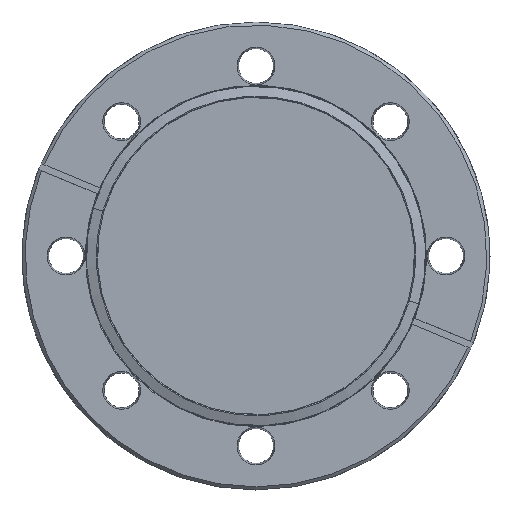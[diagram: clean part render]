
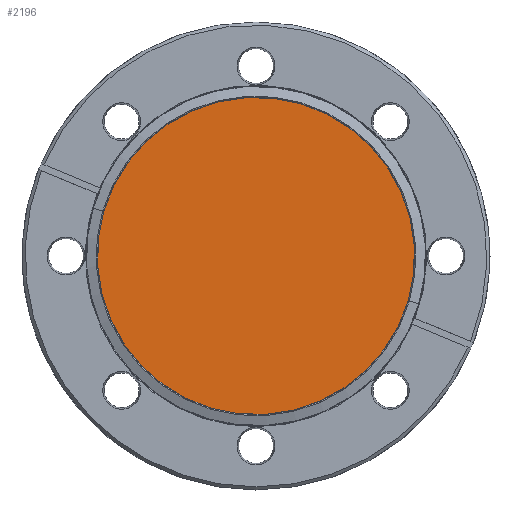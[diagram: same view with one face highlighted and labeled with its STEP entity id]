
A CAD part, left-side view. The second image highlights one B-rep face of the part: STEP entity #2196.
In plain terms, the highlighted planar face has unit normal (-1, 0, 0).
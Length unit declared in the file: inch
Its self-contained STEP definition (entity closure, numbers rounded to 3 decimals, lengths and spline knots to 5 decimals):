
#22 = VERTEX_POINT ( 'NONE', #395 ) ;
#141 = CIRCLE ( 'NONE', #729, 1.515 ) ;
#198 = DIRECTION ( 'NONE',  ( 0., -1., 0. ) ) ;
#209 = PLANE ( 'NONE',  #2398 ) ;
#224 = DIRECTION ( 'NONE',  ( -1., 0., 0. ) ) ;
#266 = CIRCLE ( 'NONE', #647, 1.515 ) ;
#395 = CARTESIAN_POINT ( 'NONE',  ( 0.024, -1.515, 0. ) ) ;
#610 = DIRECTION ( 'NONE',  ( 0., -1., 0. ) ) ;
#647 = AXIS2_PLACEMENT_3D ( 'NONE', #1366, #2287, #198 ) ;
#714 = ORIENTED_EDGE ( 'NONE', *, *, #1136, .T. ) ;
#729 = AXIS2_PLACEMENT_3D ( 'NONE', #846, #1773, #610 ) ;
#803 = EDGE_CURVE ( 'NONE', #22, #1623, #141, .T. ) ;
#846 = CARTESIAN_POINT ( 'NONE',  ( 0.024, 0., 0. ) ) ;
#958 = DIRECTION ( 'NONE',  ( 0., -1., 0. ) ) ;
#1136 = EDGE_CURVE ( 'NONE', #1623, #22, #266, .T. ) ;
#1289 = ORIENTED_EDGE ( 'NONE', *, *, #803, .T. ) ;
#1366 = CARTESIAN_POINT ( 'NONE',  ( 0.024, 0., 0. ) ) ;
#1618 = CARTESIAN_POINT ( 'NONE',  ( 0.024, 0., 0. ) ) ;
#1623 = VERTEX_POINT ( 'NONE', #2984 ) ;
#1773 = DIRECTION ( 'NONE',  ( -1., 0., 0. ) ) ;
#1815 = EDGE_LOOP ( 'NONE', ( #1289, #714 ) ) ;
#2196 = ADVANCED_FACE ( 'NONE', ( #2304 ), #209, .T. ) ;
#2287 = DIRECTION ( 'NONE',  ( -1., 0., 0. ) ) ;
#2304 = FACE_OUTER_BOUND ( 'NONE', #1815, .T. ) ;
#2398 = AXIS2_PLACEMENT_3D ( 'NONE', #1618, #224, #958 ) ;
#2984 = CARTESIAN_POINT ( 'NONE',  ( 0.024, 1.515, 0. ) ) ;
